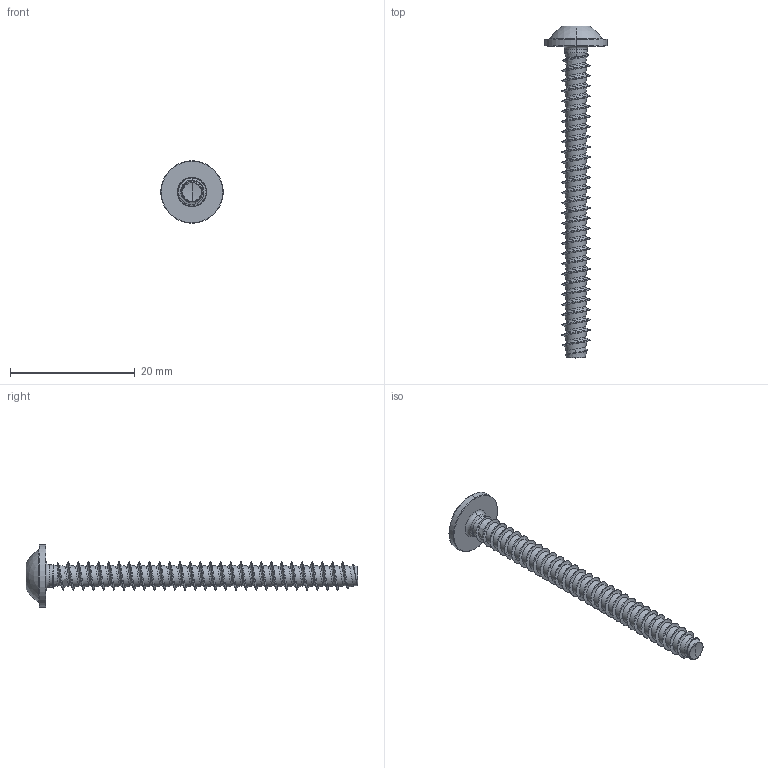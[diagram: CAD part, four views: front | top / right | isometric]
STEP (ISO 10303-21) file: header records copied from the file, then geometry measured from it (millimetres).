
FILE_DESCRIPTION (( 'STEP AP203' ), '1' );
FILE_NAME ('STP380450500.STEP', '2017-08-15T17:58:54', ( '' ), ( '' ), 'SwSTEP 2.0', 'SolidWorks 2015', '' );
FILE_SCHEMA (( 'CONFIG_CONTROL_DESIGN' ));
Length unit declared in the file: millimetre
Products named in the file (1): STP380450500
Bounding box: 10 x 53.2 x 10 mm (x, y, z)
Volume: 611.4 mm3; surface area: 1065.4 mm2
Topology: 1 solids, 1 shells, 143 faces, 374 edges, 234 vertices
Faces by surface type: cylinder 84, bspline 35, cone 9, torus 8, sphere 4, plane 3
Entity records: 39623 total; most frequent: CARTESIAN_POINT 36608, ORIENTED_EDGE 744, DIRECTION 447, EDGE_CURVE 372, VERTEX_POINT 234, AXIS2_PLACEMENT_3D 175, B_SPLINE_CURVE_WITH_KNOTS 149, EDGE_LOOP 146
